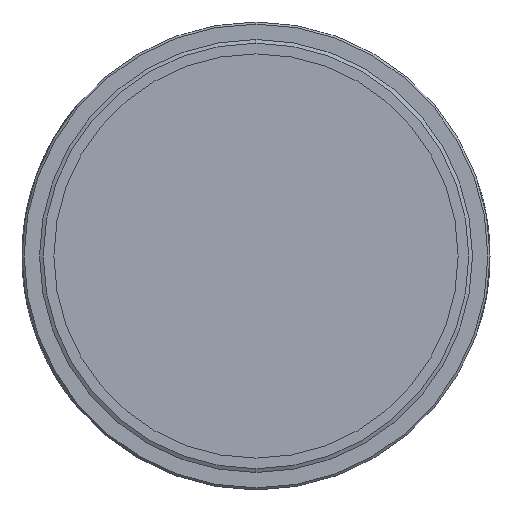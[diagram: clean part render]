
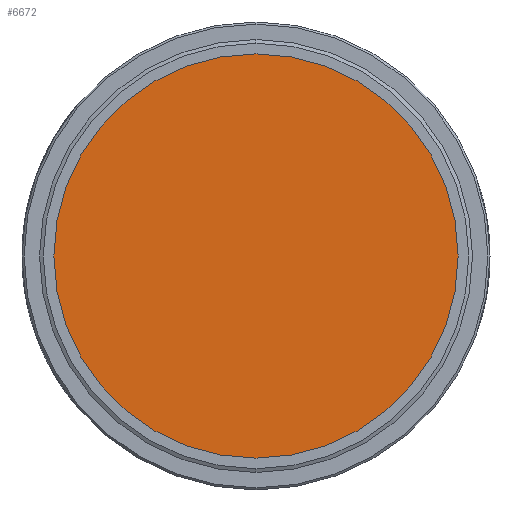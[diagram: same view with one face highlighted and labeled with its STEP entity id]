
A CAD part, left-side view. The second image highlights one B-rep face of the part: STEP entity #6672.
In plain terms, the highlighted planar face has unit normal (-1, 0, 0).
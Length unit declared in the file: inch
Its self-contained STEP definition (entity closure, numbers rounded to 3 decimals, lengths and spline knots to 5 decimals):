
#715 = CARTESIAN_POINT ( 'NONE',  ( -0.105, 0., 1. ) ) ;
#1642 = EDGE_LOOP ( 'NONE', ( #10057, #7550 ) ) ;
#1726 = DIRECTION ( 'NONE',  ( 1., 0., 0. ) ) ;
#1940 = CARTESIAN_POINT ( 'NONE',  ( -0.105, 0., 0. ) ) ;
#4234 = DIRECTION ( 'NONE',  ( 1., 0., 0. ) ) ;
#4387 = DIRECTION ( 'NONE',  ( 1., 0., 0. ) ) ;
#4427 = CIRCLE ( 'NONE', #12814, 1. ) ;
#4844 = EDGE_CURVE ( 'NONE', #15034, #8727, #4427, .T. ) ;
#5057 = FACE_OUTER_BOUND ( 'NONE', #1642, .T. ) ;
#6672 = ADVANCED_FACE ( 'NONE', ( #5057 ), #15298, .F. ) ;
#7550 = ORIENTED_EDGE ( 'NONE', *, *, #13583, .F. ) ;
#8168 = CARTESIAN_POINT ( 'NONE',  ( -0.105, 0., -1. ) ) ;
#8727 = VERTEX_POINT ( 'NONE', #715 ) ;
#9032 = CARTESIAN_POINT ( 'NONE',  ( -0.105, 0., 0. ) ) ;
#10057 = ORIENTED_EDGE ( 'NONE', *, *, #4844, .F. ) ;
#10256 = DIRECTION ( 'NONE',  ( 0., 0., -1. ) ) ;
#11098 = AXIS2_PLACEMENT_3D ( 'NONE', #1940, #4387, #12937 ) ;
#11561 = CARTESIAN_POINT ( 'NONE',  ( -0.105, 0., 0. ) ) ;
#11923 = AXIS2_PLACEMENT_3D ( 'NONE', #11561, #4234, #12797 ) ;
#12574 = CIRCLE ( 'NONE', #11923, 1. ) ;
#12797 = DIRECTION ( 'NONE',  ( 0., 0., -1. ) ) ;
#12814 = AXIS2_PLACEMENT_3D ( 'NONE', #9032, #1726, #10256 ) ;
#12937 = DIRECTION ( 'NONE',  ( 0., 0., -1. ) ) ;
#13583 = EDGE_CURVE ( 'NONE', #8727, #15034, #12574, .T. ) ;
#15034 = VERTEX_POINT ( 'NONE', #8168 ) ;
#15298 = PLANE ( 'NONE',  #11098 ) ;
